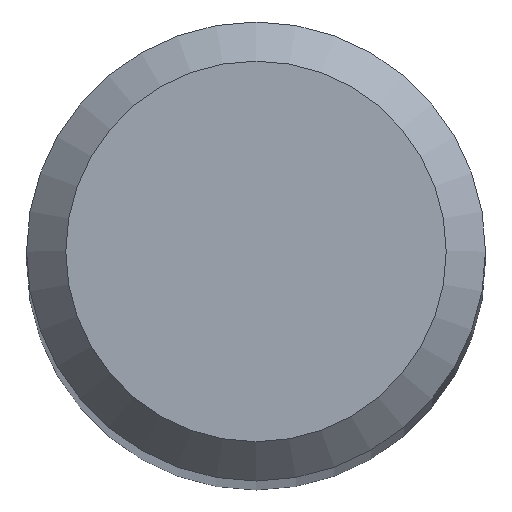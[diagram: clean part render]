
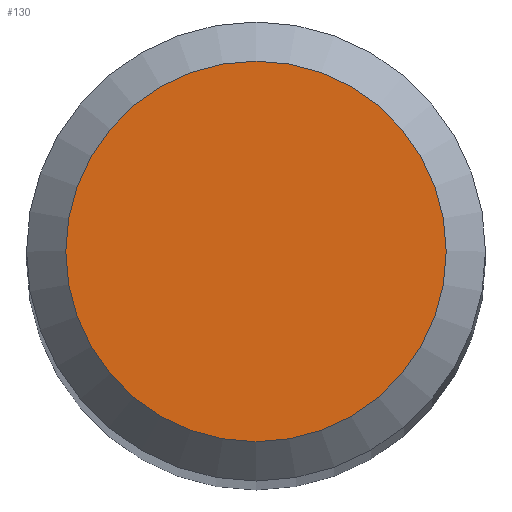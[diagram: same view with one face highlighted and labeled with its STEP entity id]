
A CAD part, top view. The second image highlights one B-rep face of the part: STEP entity #130.
In plain terms, the highlighted planar face has unit normal (0, 0, 1).
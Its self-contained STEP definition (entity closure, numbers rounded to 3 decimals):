
#107=FACE_OUTER_BOUND('',#198,.T.);
#109=PLANE('',#335);
#130=ADVANCED_FACE('',(#107),#109,.F.);
#198=EDGE_LOOP('',(#236));
#236=ORIENTED_EDGE('',*,*,#289,.F.);
#269=VERTEX_POINT('',#462);
#289=EDGE_CURVE('',#269,#269,#308,.T.);
#308=CIRCLE('',#334,4.847);
#334=AXIS2_PLACEMENT_3D('',#461,#388,#389);
#335=AXIS2_PLACEMENT_3D('',#463,#390,#391);
#388=DIRECTION('',(0.0,0.0,-1.0));
#389=DIRECTION('',(1.0,0.0,0.0));
#390=DIRECTION('',(0.0,0.0,-1.0));
#391=DIRECTION('',(1.0,0.0,0.0));
#461=CARTESIAN_POINT('',(0.0,0.0,0.0));
#462=CARTESIAN_POINT('',(4.847,0.0,0.0));
#463=CARTESIAN_POINT('',(0.0,0.0,0.0));
